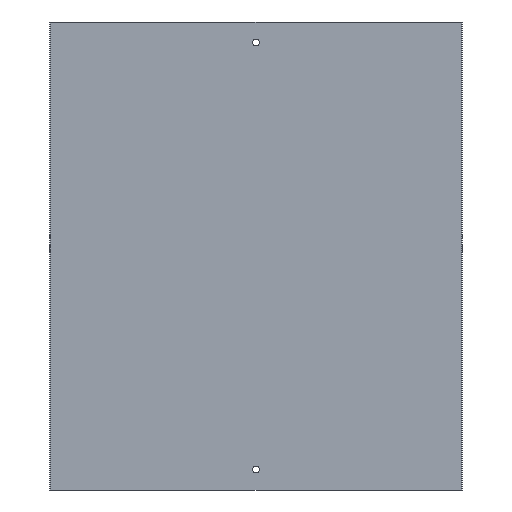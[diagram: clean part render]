
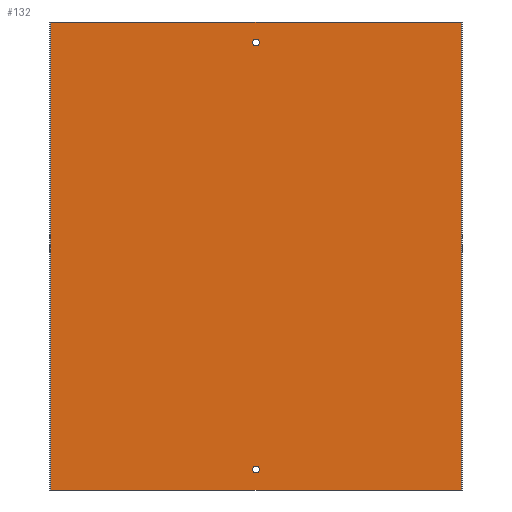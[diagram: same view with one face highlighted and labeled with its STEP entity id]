
A CAD part, front view. The second image highlights one B-rep face of the part: STEP entity #132.
In plain terms, the highlighted planar face has unit normal (0, -1, 0).
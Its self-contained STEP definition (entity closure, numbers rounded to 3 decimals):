
#4 = CARTESIAN_POINT ( 'NONE',  ( 151., 0., 344. ) ) ;
#17 = CARTESIAN_POINT ( 'NONE',  ( 151., 0., 0. ) ) ;
#28 = PLANE ( 'NONE',  #219 ) ;
#41 = CARTESIAN_POINT ( 'NONE',  ( -151., 0., 344. ) ) ;
#42 = DIRECTION ( 'NONE',  ( 0., 1., 0. ) ) ;
#43 = DIRECTION ( 'NONE',  ( 0., 0., 1. ) ) ;
#65 = DIRECTION ( 'NONE',  ( 0., 0., -1. ) ) ;
#81 = CARTESIAN_POINT ( 'NONE',  ( -151., 0., 344. ) ) ;
#82 = DIRECTION ( 'NONE',  ( 0., 0., -1. ) ) ;
#84 = CARTESIAN_POINT ( 'NONE',  ( -151., 0., 0. ) ) ;
#85 = CARTESIAN_POINT ( 'NONE',  ( -151., 0., 344. ) ) ;
#87 = CARTESIAN_POINT ( 'NONE',  ( 0., 0., 329. ) ) ;
#88 = DIRECTION ( 'NONE',  ( 0., -1., 0. ) ) ;
#89 = DIRECTION ( 'NONE',  ( 0., 0., 1. ) ) ;
#90 = CARTESIAN_POINT ( 'NONE',  ( 0., 0., 15. ) ) ;
#91 = DIRECTION ( 'NONE',  ( 0., -1., 0. ) ) ;
#92 = DIRECTION ( 'NONE',  ( 0., 0., 1. ) ) ;
#93 = DIRECTION ( 'NONE',  ( 1., 0., 0. ) ) ;
#95 = DIRECTION ( 'NONE',  ( 1., 0., 0. ) ) ;
#105 = CARTESIAN_POINT ( 'NONE',  ( 151., 0., 344. ) ) ;
#108 = CARTESIAN_POINT ( 'NONE',  ( -151., 0., 0. ) ) ;
#110 = CARTESIAN_POINT ( 'NONE',  ( -151., 0., 344. ) ) ;
#113 = CARTESIAN_POINT ( 'NONE',  ( 0., 0., 331.5 ) ) ;
#116 = CARTESIAN_POINT ( 'NONE',  ( 0., 0., 17.5 ) ) ;
#132 = ADVANCED_FACE ( 'NONE', ( #149, #157, #152 ), #28, .F. ) ;
#145 = VERTEX_POINT ( 'NONE', #17 ) ;
#149 = FACE_BOUND ( 'NONE', #283, .T. ) ;
#152 = FACE_OUTER_BOUND ( 'NONE', #297, .T. ) ;
#157 = FACE_BOUND ( 'NONE', #300, .T. ) ;
#179 = LINE ( 'NONE', #4, #183 ) ;
#183 = VECTOR ( 'NONE', #65, 1000. ) ;
#198 = LINE ( 'NONE', #81, #201 ) ;
#200 = CIRCLE ( 'NONE', #276, 2.5 ) ;
#201 = VECTOR ( 'NONE', #82, 1000. ) ;
#203 = LINE ( 'NONE', #84, #207 ) ;
#204 = LINE ( 'NONE', #85, #206 ) ;
#205 = CIRCLE ( 'NONE', #281, 2.5 ) ;
#206 = VECTOR ( 'NONE', #95, 1000. ) ;
#207 = VECTOR ( 'NONE', #93, 1000. ) ;
#219 = AXIS2_PLACEMENT_3D ( 'NONE', #41, #42, #43 ) ;
#233 = EDGE_CURVE ( 'NONE', #357, #145, #179, .T. ) ;
#242 = EDGE_CURVE ( 'NONE', #361, #358, #198, .T. ) ;
#244 = EDGE_CURVE ( 'NONE', #377, #377, #200, .T. ) ;
#245 = EDGE_CURVE ( 'NONE', #376, #376, #205, .T. ) ;
#246 = EDGE_CURVE ( 'NONE', #358, #145, #203, .T. ) ;
#247 = EDGE_CURVE ( 'NONE', #361, #357, #204, .T. ) ;
#276 = AXIS2_PLACEMENT_3D ( 'NONE', #87, #88, #89 ) ;
#281 = AXIS2_PLACEMENT_3D ( 'NONE', #90, #91, #92 ) ;
#283 = EDGE_LOOP ( 'NONE', ( #323 ) ) ;
#297 = EDGE_LOOP ( 'NONE', ( #322, #324, #325, #333 ) ) ;
#300 = EDGE_LOOP ( 'NONE', ( #326 ) ) ;
#322 = ORIENTED_EDGE ( 'NONE', *, *, #246, .T. ) ;
#323 = ORIENTED_EDGE ( 'NONE', *, *, #244, .F. ) ;
#324 = ORIENTED_EDGE ( 'NONE', *, *, #233, .F. ) ;
#325 = ORIENTED_EDGE ( 'NONE', *, *, #247, .F. ) ;
#326 = ORIENTED_EDGE ( 'NONE', *, *, #245, .F. ) ;
#333 = ORIENTED_EDGE ( 'NONE', *, *, #242, .T. ) ;
#357 = VERTEX_POINT ( 'NONE', #105 ) ;
#358 = VERTEX_POINT ( 'NONE', #108 ) ;
#361 = VERTEX_POINT ( 'NONE', #110 ) ;
#376 = VERTEX_POINT ( 'NONE', #116 ) ;
#377 = VERTEX_POINT ( 'NONE', #113 ) ;
